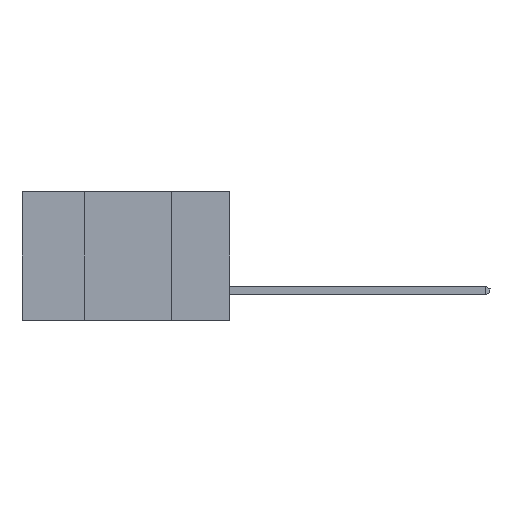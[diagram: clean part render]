
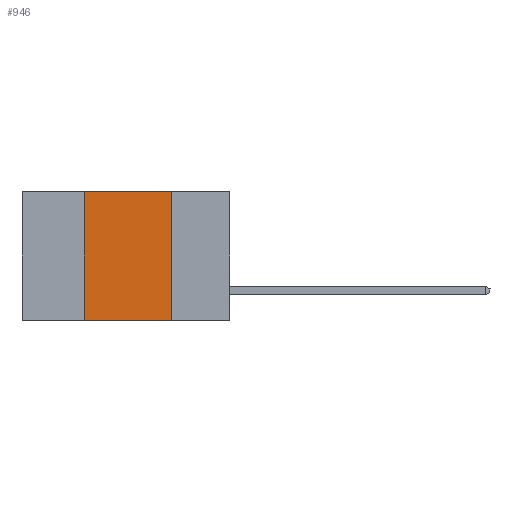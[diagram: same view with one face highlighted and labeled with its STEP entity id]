
A CAD part, left-side view. The second image highlights one B-rep face of the part: STEP entity #946.
In plain terms, the highlighted planar face has unit normal (-1, 0, 0).
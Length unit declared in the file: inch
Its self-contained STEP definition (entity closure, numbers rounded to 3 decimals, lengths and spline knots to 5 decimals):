
#946 = ADVANCED_FACE ( 'NONE', ( #8722 ), #7732, .F. ) ;
#1555 = CARTESIAN_POINT ( 'NONE',  ( 0., 0.42, -0.37 ) ) ;
#2799 = VERTEX_POINT ( 'NONE', #15255 ) ;
#3809 = CARTESIAN_POINT ( 'NONE',  ( 0., 0.6, 0. ) ) ;
#3899 = DIRECTION ( 'NONE',  ( 0., 0., 1. ) ) ;
#4551 = VERTEX_POINT ( 'NONE', #15929 ) ;
#4774 = CARTESIAN_POINT ( 'NONE',  ( 0., 0.17, -0.37 ) ) ;
#4776 = VECTOR ( 'NONE', #3899, 39.37008 ) ;
#4828 = ORIENTED_EDGE ( 'NONE', *, *, #8401, .F. ) ;
#5318 = EDGE_LOOP ( 'NONE', ( #6288, #4828, #6017, #11289 ) ) ;
#5575 = VERTEX_POINT ( 'NONE', #15056 ) ;
#5932 = CARTESIAN_POINT ( 'NONE',  ( 0., 0.6, -0.37 ) ) ;
#6017 = ORIENTED_EDGE ( 'NONE', *, *, #12135, .F. ) ;
#6288 = ORIENTED_EDGE ( 'NONE', *, *, #11176, .F. ) ;
#6342 = DIRECTION ( 'NONE',  ( 0., 0., -1. ) ) ;
#7732 = PLANE ( 'NONE',  #13446 ) ;
#7749 = LINE ( 'NONE', #1555, #4776 ) ;
#8186 = LINE ( 'NONE', #5932, #14063 ) ;
#8401 = EDGE_CURVE ( 'NONE', #4551, #14324, #10098, .T. ) ;
#8509 = VECTOR ( 'NONE', #11170, 39.37008 ) ;
#8722 = FACE_OUTER_BOUND ( 'NONE', #5318, .T. ) ;
#8782 = CARTESIAN_POINT ( 'NONE',  ( 0., 0.17, 0. ) ) ;
#9870 = DIRECTION ( 'NONE',  ( 1., 0., 0. ) ) ;
#10098 = LINE ( 'NONE', #14999, #8509 ) ;
#11170 = DIRECTION ( 'NONE',  ( 0., -1., 0. ) ) ;
#11176 = EDGE_CURVE ( 'NONE', #14324, #5575, #14987, .T. ) ;
#11289 = ORIENTED_EDGE ( 'NONE', *, *, #12671, .T. ) ;
#11395 = VECTOR ( 'NONE', #6342, 39.37008 ) ;
#12135 = EDGE_CURVE ( 'NONE', #2799, #4551, #7749, .T. ) ;
#12671 = EDGE_CURVE ( 'NONE', #2799, #5575, #8186, .T. ) ;
#13446 = AXIS2_PLACEMENT_3D ( 'NONE', #3809, #9870, #14934 ) ;
#14063 = VECTOR ( 'NONE', #16047, 39.37008 ) ;
#14324 = VERTEX_POINT ( 'NONE', #8782 ) ;
#14934 = DIRECTION ( 'NONE',  ( 0., 0., -1. ) ) ;
#14987 = LINE ( 'NONE', #4774, #11395 ) ;
#14999 = CARTESIAN_POINT ( 'NONE',  ( 0., 0.6, 0. ) ) ;
#15056 = CARTESIAN_POINT ( 'NONE',  ( 0., 0.17, -0.37 ) ) ;
#15255 = CARTESIAN_POINT ( 'NONE',  ( 0., 0.42, -0.37 ) ) ;
#15929 = CARTESIAN_POINT ( 'NONE',  ( 0., 0.42, 0. ) ) ;
#16047 = DIRECTION ( 'NONE',  ( 0., -1., 0. ) ) ;
